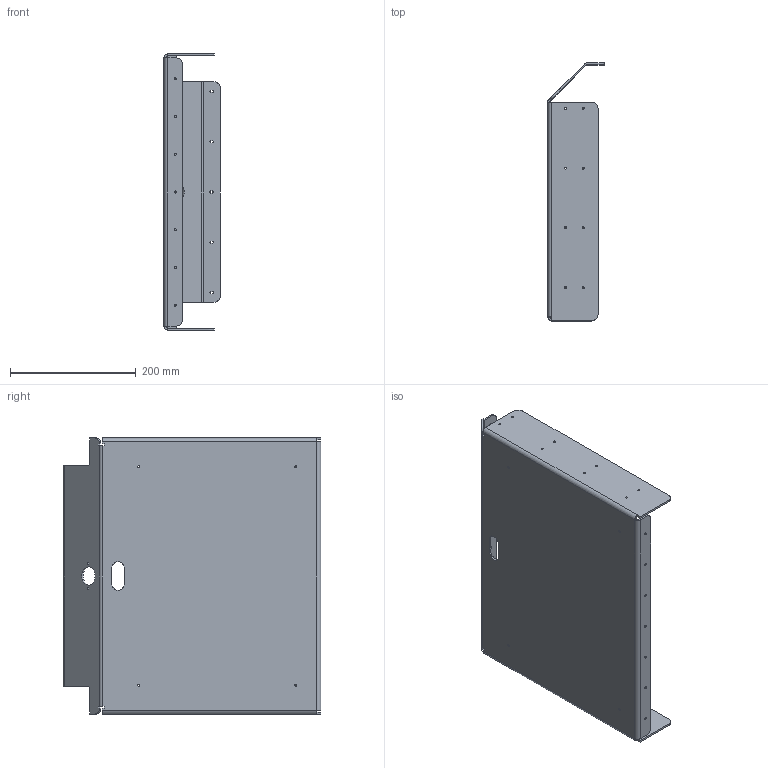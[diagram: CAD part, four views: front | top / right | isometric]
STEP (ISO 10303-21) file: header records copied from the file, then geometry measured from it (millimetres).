
FILE_DESCRIPTION(/* description */ (''),/* implementation_level */ '2;1');
FILE_NAME(/* name */ 'middle.stp',/* time_stamp */ '2016-07-14T20:10:13-07:00',/* author */ ('brent'),/* organization */ (''),/* preprocessor_version */ 'ST-DEVELOPER v16.1',/* originating_system */ 'Autodesk Inventor 2016',/* authorisation */ '');
FILE_SCHEMA (('AUTOMOTIVE_DESIGN { 1 0 10303 214 3 1 1 }'));
Length unit declared in the file: inch
Products named in the file (1): frame
Bounding box: 89.74 x 410 x 439.1 mm (x, y, z)
Volume: 810340.9 mm3; surface area: 519296.3 mm2
Topology: 1 solids, 1 shells, 132 faces, 350 edges, 220 vertices
Faces by surface type: plane 68, cylinder 64
Full cylindrical faces by diameter (mm): 3.302 x23, 3.4 x2, 3.5 x4, 30 x1
Entity records: 4102 total; most frequent: DIRECTION 714, CARTESIAN_POINT 673, ORIENTED_EDGE 640, EDGE_CURVE 320, AXIS2_PLACEMENT_3D 261, EDGE_LOOP 234, VERTEX_POINT 220, LINE 192
